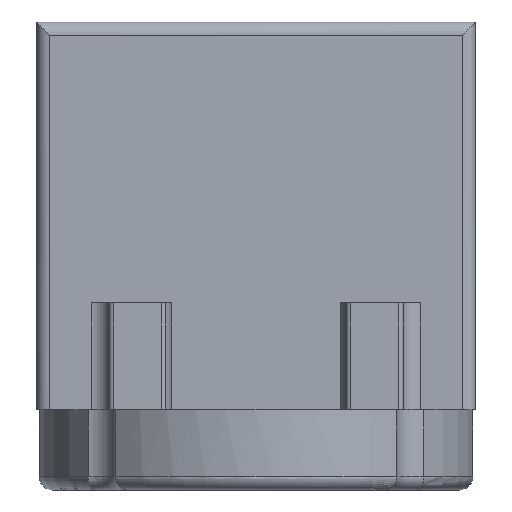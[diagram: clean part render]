
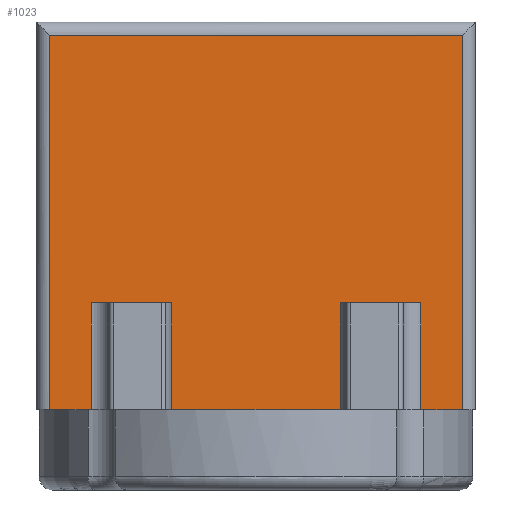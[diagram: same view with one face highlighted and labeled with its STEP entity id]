
A CAD part, front view. The second image highlights one B-rep face of the part: STEP entity #1023.
In plain terms, the highlighted planar face has unit normal (0, -1, 0).
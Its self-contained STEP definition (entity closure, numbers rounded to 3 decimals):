
#236=DIRECTION('',(1.,0.,0.));
#237=VECTOR('',#236,0.925);
#238=CARTESIAN_POINT('',(3.7,-6.,-2.4));
#239=LINE('',#238,#237);
#240=DIRECTION('',(0.,0.,-1.));
#241=VECTOR('',#240,2.4);
#242=CARTESIAN_POINT('',(3.7,-6.,0.));
#243=LINE('',#242,#241);
#244=DIRECTION('',(1.,0.,0.));
#245=VECTOR('',#244,1.71);
#246=CARTESIAN_POINT('',(1.99,-6.,0.));
#247=LINE('',#246,#245);
#248=DIRECTION('',(0.,0.,-1.));
#249=VECTOR('',#248,2.4);
#250=CARTESIAN_POINT('',(1.99,-6.,0.));
#251=LINE('',#250,#249);
#252=DIRECTION('',(1.,0.,0.));
#253=VECTOR('',#252,1.99);
#254=CARTESIAN_POINT('',(0.,-6.,-2.4));
#255=LINE('',#254,#253);
#256=DIRECTION('',(1.,0.,0.));
#257=VECTOR('',#256,1.99);
#258=CARTESIAN_POINT('',(-1.99,-6.,-2.4));
#259=LINE('',#258,#257);
#260=DIRECTION('',(0.,0.,-1.));
#261=VECTOR('',#260,2.4);
#262=CARTESIAN_POINT('',(-1.99,-6.,0.));
#263=LINE('',#262,#261);
#264=DIRECTION('',(1.,0.,0.));
#265=VECTOR('',#264,1.71);
#266=CARTESIAN_POINT('',(-3.7,-6.,0.));
#267=LINE('',#266,#265);
#268=DIRECTION('',(0.,0.,-1.));
#269=VECTOR('',#268,2.4);
#270=CARTESIAN_POINT('',(-3.7,-6.,0.));
#271=LINE('',#270,#269);
#272=DIRECTION('',(1.,0.,0.));
#273=VECTOR('',#272,0.925);
#274=CARTESIAN_POINT('',(-4.625,-6.,-2.4));
#275=LINE('',#274,#273);
#276=DIRECTION('',(0.,0.,-1.));
#277=VECTOR('',#276,8.4);
#278=CARTESIAN_POINT('',(4.625,-6.,6.));
#279=LINE('',#278,#277);
#300=DIRECTION('',(1.,0.,0.));
#301=VECTOR('',#300,9.25);
#302=CARTESIAN_POINT('',(-4.625,-6.,6.));
#303=LINE('',#302,#301);
#323=DIRECTION('',(0.,0.,-1.));
#324=VECTOR('',#323,8.4);
#325=CARTESIAN_POINT('',(-4.625,-6.,6.));
#326=LINE('',#325,#324);
#565=CARTESIAN_POINT('',(-3.7,-6.,0.));
#566=CARTESIAN_POINT('',(-1.99,-6.,0.));
#567=VERTEX_POINT('',#565);
#568=VERTEX_POINT('',#566);
#569=CARTESIAN_POINT('',(1.99,-6.,0.));
#570=CARTESIAN_POINT('',(3.7,-6.,0.));
#571=VERTEX_POINT('',#569);
#572=VERTEX_POINT('',#570);
#589=CARTESIAN_POINT('',(1.99,-6.,-2.4));
#590=VERTEX_POINT('',#589);
#591=CARTESIAN_POINT('',(3.7,-6.,-2.4));
#592=VERTEX_POINT('',#591);
#593=CARTESIAN_POINT('',(-3.7,-6.,-2.4));
#594=VERTEX_POINT('',#593);
#595=CARTESIAN_POINT('',(-1.99,-6.,-2.4));
#596=VERTEX_POINT('',#595);
#597=CARTESIAN_POINT('',(0.,-6.,-2.4));
#598=VERTEX_POINT('',#597);
#599=CARTESIAN_POINT('',(4.625,-6.,6.));
#600=CARTESIAN_POINT('',(4.625,-6.,-2.4));
#601=VERTEX_POINT('',#599);
#602=VERTEX_POINT('',#600);
#607=CARTESIAN_POINT('',(-4.625,-6.,6.));
#608=VERTEX_POINT('',#607);
#613=CARTESIAN_POINT('',(-4.625,-6.,-2.4));
#614=VERTEX_POINT('',#613);
#994=CARTESIAN_POINT('',(-4.925,-6.,-4.2));
#995=DIRECTION('',(0.,-1.,0.));
#996=DIRECTION('',(1.,0.,0.));
#997=AXIS2_PLACEMENT_3D('',#994,#995,#996);
#998=PLANE('',#997);
#1000=ORIENTED_EDGE('',*,*,#999,.T.);
#1001=ORIENTED_EDGE('',*,*,#866,.F.);
#1003=ORIENTED_EDGE('',*,*,#1002,.F.);
#1004=ORIENTED_EDGE('',*,*,#934,.F.);
#1005=ORIENTED_EDGE('',*,*,#987,.T.);
#1006=ORIENTED_EDGE('',*,*,#878,.F.);
#1008=ORIENTED_EDGE('',*,*,#1007,.F.);
#1010=ORIENTED_EDGE('',*,*,#1009,.F.);
#1012=ORIENTED_EDGE('',*,*,#1011,.F.);
#1014=ORIENTED_EDGE('',*,*,#1013,.T.);
#1016=ORIENTED_EDGE('',*,*,#1015,.F.);
#1018=ORIENTED_EDGE('',*,*,#1017,.F.);
#1020=ORIENTED_EDGE('',*,*,#1019,.T.);
#1021=EDGE_LOOP('',(#1000,#1001,#1003,#1004,#1005,#1006,#1008,#1010,#1012,#1014,
#1016,#1018,#1020));
#1022=FACE_OUTER_BOUND('',#1021,.F.);
#1023=ADVANCED_FACE('',(#1022),#998,.T.);
#866=EDGE_CURVE('',#592,#602,#239,.T.);
#878=EDGE_CURVE('',#598,#590,#255,.T.);
#934=EDGE_CURVE('',#571,#572,#247,.T.);
#987=EDGE_CURVE('',#571,#590,#251,.T.);
#999=EDGE_CURVE('',#601,#602,#279,.T.);
#1002=EDGE_CURVE('',#572,#592,#243,.T.);
#1007=EDGE_CURVE('',#596,#598,#259,.T.);
#1009=EDGE_CURVE('',#568,#596,#263,.T.);
#1011=EDGE_CURVE('',#567,#568,#267,.T.);
#1013=EDGE_CURVE('',#567,#594,#271,.T.);
#1015=EDGE_CURVE('',#614,#594,#275,.T.);
#1017=EDGE_CURVE('',#608,#614,#326,.T.);
#1019=EDGE_CURVE('',#608,#601,#303,.T.);
